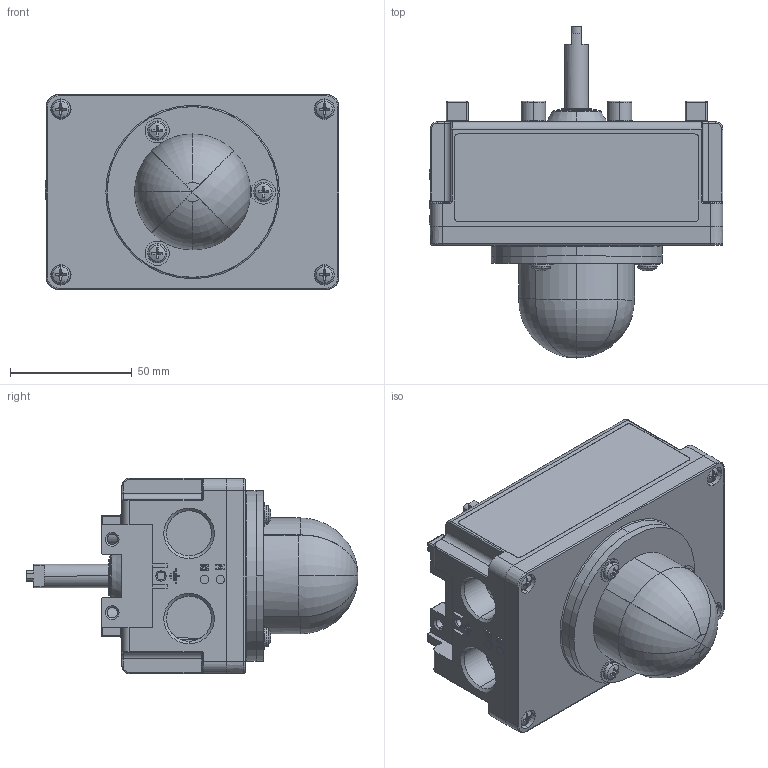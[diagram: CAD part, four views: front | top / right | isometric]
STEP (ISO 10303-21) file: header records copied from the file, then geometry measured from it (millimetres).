
FILE_DESCRIPTION (( 'STEP AP214' ), '1' );
FILE_NAME ('WSWM med Dome_140924.STEP', '2014-09-29T13:36:58', ( '' ), ( '' ), 'SwSTEP 2.0', 'SolidWorks 2014', '' );
FILE_SCHEMA (( 'AUTOMOTIVE_DESIGN' ));
Length unit declared in the file: millimetre
Products named in the file (1): WSWM med Dome_140924
Bounding box: 120.5 x 136.07 x 80.2 mm (x, y, z)
Volume: 194568.2 mm3; surface area: 122892 mm2
Topology: 15 solids, 15 shells, 1195 faces, 2775 edges, 1658 vertices
Faces by surface type: plane 468, cylinder 320, cone 226, torus 128, bspline 31, sphere 22
Entity records: 34493 total; most frequent: CARTESIAN_POINT 6972, DIRECTION 6066, ORIENTED_EDGE 5466, EDGE_CURVE 2733, AXIS2_PLACEMENT_3D 2364, VERTEX_POINT 1658, LINE 1338, VECTOR 1338
